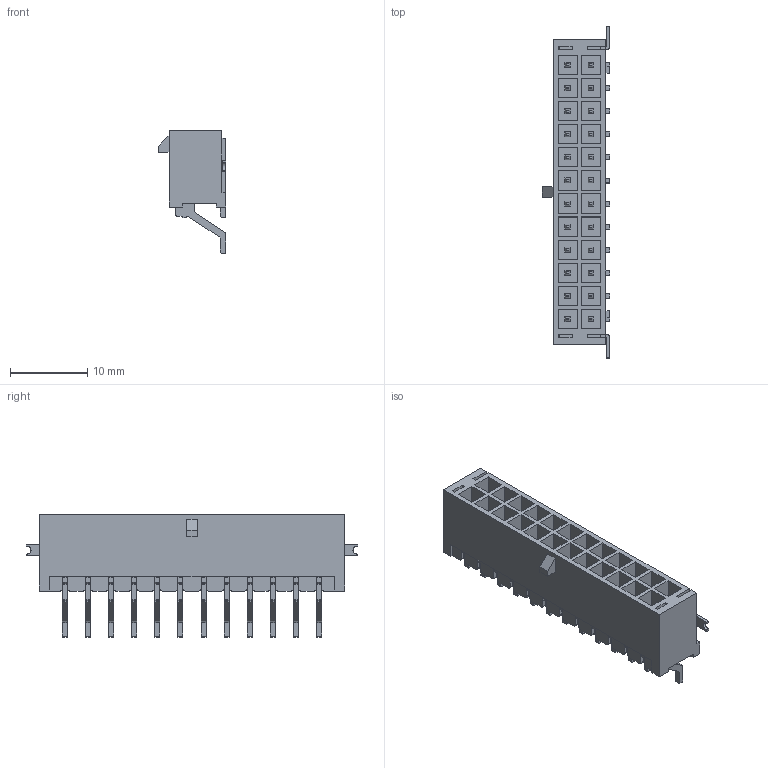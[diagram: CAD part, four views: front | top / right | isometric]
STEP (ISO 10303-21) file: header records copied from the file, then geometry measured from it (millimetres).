
FILE_DESCRIPTION(/* description */ ('Unknown'),/* implementation_level */ '2;1');
FILE_NAME(/* name */ '662024231722',/* time_stamp */ '2017-07-20T09:13:52+02:00',/* author */ ('Unknown'),/* organization */ ('Unknown'),/* preprocessor_version */ 'ST-DEVELOPER v16.7',/* originating_system */ 'DEX',/* authorisation */ $);
FILE_SCHEMA (('TECHNICAL_DATA_PACKAGING','AUTOMOTIVE_DESIGN {1 0 10303 214 3 1 1}'));
Length unit declared in the file: millimetre
Products named in the file (5): 6620xx231722; 662024231722; 6620xx231722_PATTE; 6620xx231722_PIN_COURTE; 6620xx231722_PIN_LONGUE
Assembly tree (27 placements, depth 2):
  6620xx231722
    662024231722
    6620xx231722_PATTE  x2
    6620xx231722_PIN_COURTE  x12
    6620xx231722_PIN_LONGUE  x12
Bounding box: 8.76 x 43.1 x 15.9 mm (x, y, z)
Volume: 1691.8 mm3; surface area: 4659.9 mm2
Topology: 27 solids, 27 shells, 1153 faces, 3210 edges, 2108 vertices
Faces by surface type: plane 1015, cylinder 138
Entity records: 17715 total; most frequent: CARTESIAN_POINT 3143, ORIENTED_EDGE 3110, DIRECTION 2779, EDGE_CURVE 1555, LINE 1439, VECTOR 1439, VERTEX_POINT 1034, AXIS2_PLACEMENT_3D 670
